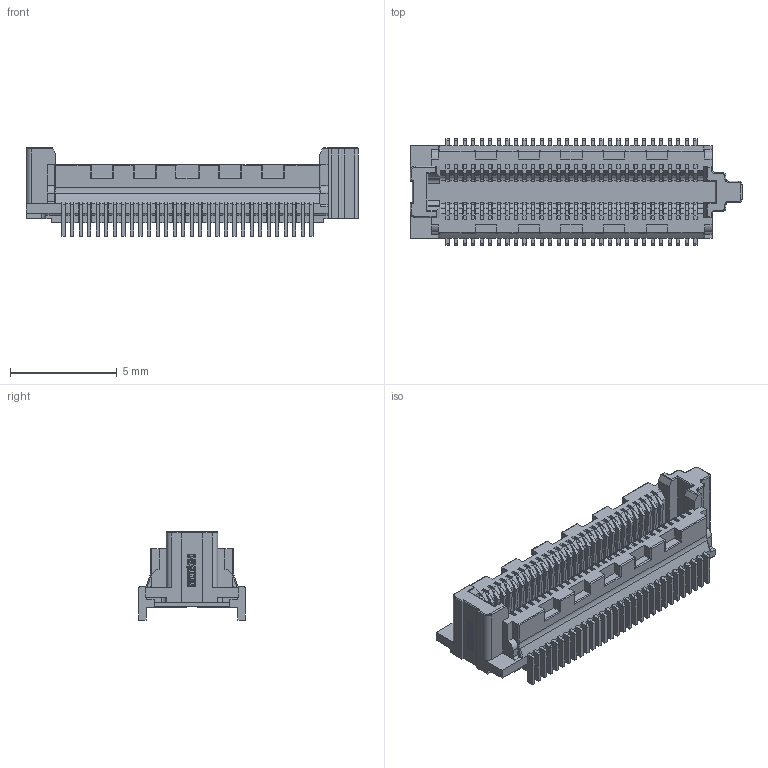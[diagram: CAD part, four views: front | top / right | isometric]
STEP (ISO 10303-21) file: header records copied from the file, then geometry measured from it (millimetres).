
FILE_DESCRIPTION(/* description */ (''),/* implementation_level */ '2;1');
FILE_NAME(/* name */ 'SAMTEC SS4-30-3.50-L-D-K-TR.stp',/* time_stamp */ '2021-08-19T20:07:42+02:00',/* author */ ('AbuBakr'),/* organization */ (''),/* preprocessor_version */ 'ST-DEVELOPER v17',/* originating_system */ 'Autodesk Inventor 2019',/* authorisation */ '');
FILE_SCHEMA (('AUTOMOTIVE_DESIGN { 1 0 10303 214 3 1 1 }'));
Products named in the file (6): SAMTEC SS4-30-3.50-L-D-K-TR; SS4-30-3.50-L-D-K-TR; SS4-30_socket; C-229-30-3.50; Pin1_Triangle; Samtec
Assembly tree (5 placements, depth 3):
  SAMTEC SS4-30-3.50-L-D-K-TR
    SS4-30-3.50-L-D-K-TR
      SS4-30_socket
      C-229-30-3.50
    Pin1_Triangle
    Samtec
Bounding box: 15.54 x 5 x 4.13 mm (x, y, z)
Volume: 110.9 mm3; surface area: 955.9 mm2
Topology: 13 solids, 13 shells, 2162 faces, 6681 edges, 4425 vertices
Faces by surface type: plane 1881, cylinder 223, bspline 44, torus 14
Entity records: 74024 total; most frequent: CARTESIAN_POINT 13789, ORIENTED_EDGE 13362, DIRECTION 11303, EDGE_CURVE 6681, LINE 6185, VECTOR 6185, VERTEX_POINT 4425, AXIS2_PLACEMENT_3D 2559
